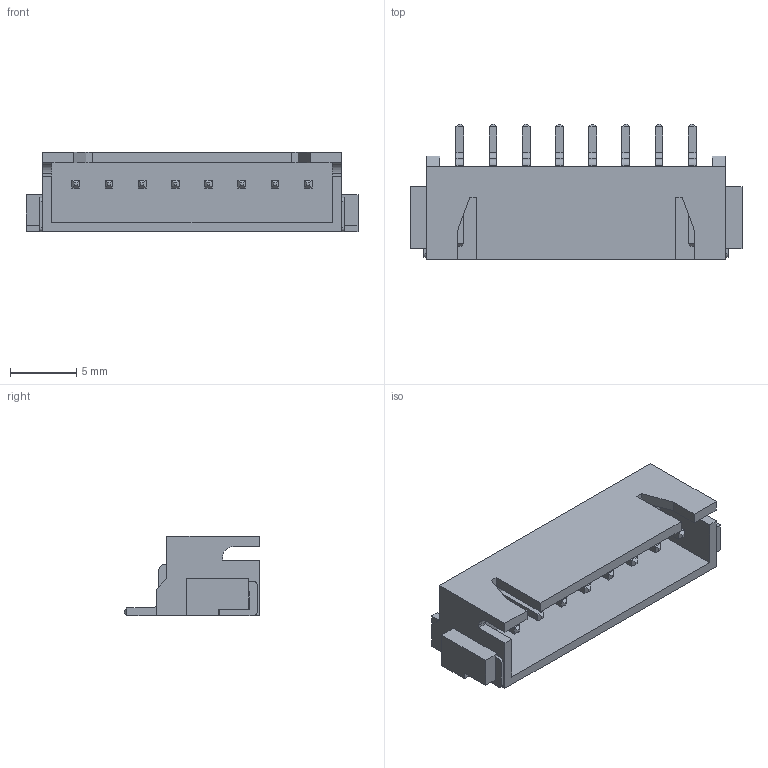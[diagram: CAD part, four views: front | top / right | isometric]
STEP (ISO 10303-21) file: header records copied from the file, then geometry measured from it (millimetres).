
FILE_DESCRIPTION(('FreeCAD Model'),'2;1');
FILE_NAME('A2501W_8P.step','2020-03-26T14:49:05',( 'Author'),(''),'Open CASCADE STEP processor 7.3','FreeCAD','Unknown' );
FILE_SCHEMA(('AUTOMOTIVE_DESIGN { 1 0 10303 214 1 1 1 1 }'));
Length unit declared in the file: millimetre
Products named in the file (13): Part; Body; FPin001; FPin002; FPin002_(Mirror_#1); PIN001; PIN002; PIN003; PIN004; PIN005; PIN006; PIN007; PIN008
Assembly tree (12 placements, depth 2):
  Part
    Body
    FPin001
    FPin002
    FPin002_(Mirror_#1)
    PIN001
    PIN002
    PIN003
    PIN004
    PIN005
    PIN006
    PIN007
    PIN008
Bounding box: 25 x 10.2 x 6 mm (x, y, z)
Volume: 505.1 mm3; surface area: 1252.2 mm2
Topology: 12 solids, 12 shells, 278 faces, 682 edges, 428 vertices
Faces by surface type: plane 238, cylinder 40
Entity records: 17299 total; most frequent: CARTESIAN_POINT 3005, DIRECTION 2668, LINE 1886, VECTOR 1886, ORIENTED_EDGE 1364, PCURVE 1364, DEFINITIONAL_REPRESENTATION 1364, EDGE_CURVE 682
